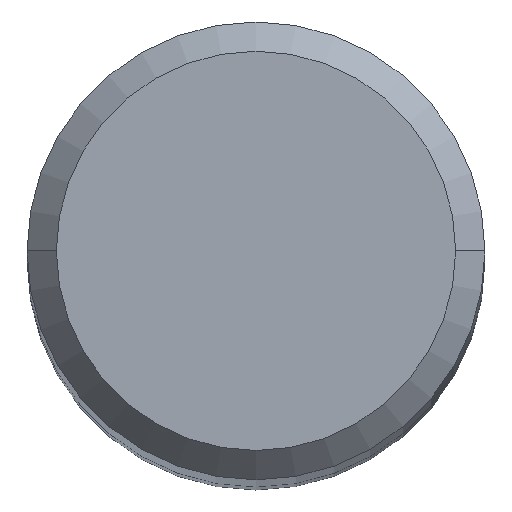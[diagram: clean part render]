
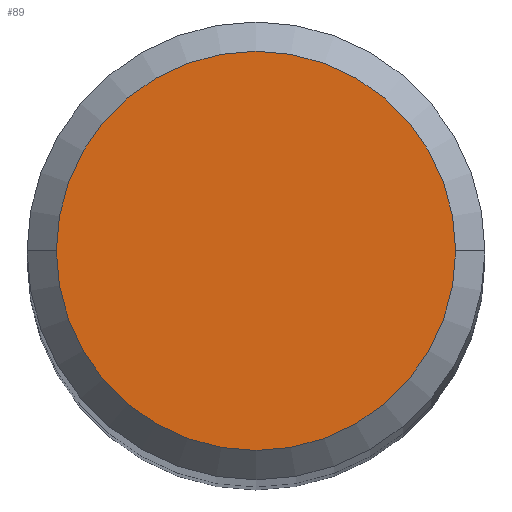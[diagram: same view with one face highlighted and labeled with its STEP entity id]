
A CAD part, top view. The second image highlights one B-rep face of the part: STEP entity #89.
In plain terms, the highlighted planar face has unit normal (0, 0, 1).
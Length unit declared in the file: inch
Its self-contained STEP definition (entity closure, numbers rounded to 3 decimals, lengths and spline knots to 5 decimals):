
#13 = CARTESIAN_POINT ( 'NONE',  ( 0.13625, 0., 0. ) ) ;
#19 = EDGE_CURVE ( 'NONE', #33, #153, #358, .T. ) ;
#33 = VERTEX_POINT ( 'NONE', #376 ) ;
#53 = EDGE_LOOP ( 'NONE', ( #323, #375 ) ) ;
#89 = ADVANCED_FACE ( 'NONE', ( #442 ), #282, .F. ) ;
#90 = AXIS2_PLACEMENT_3D ( 'NONE', #415, #108, #242 ) ;
#103 = DIRECTION ( 'NONE',  ( 0., 0., -1. ) ) ;
#108 = DIRECTION ( 'NONE',  ( 0., 0., 1. ) ) ;
#148 = CARTESIAN_POINT ( 'NONE',  ( 0., 0., 0. ) ) ;
#153 = VERTEX_POINT ( 'NONE', #13 ) ;
#156 = EDGE_CURVE ( 'NONE', #153, #33, #374, .T. ) ;
#185 = AXIS2_PLACEMENT_3D ( 'NONE', #148, #422, #387 ) ;
#201 = AXIS2_PLACEMENT_3D ( 'NONE', #277, #103, #203 ) ;
#203 = DIRECTION ( 'NONE',  ( -1., 0., 0. ) ) ;
#242 = DIRECTION ( 'NONE',  ( 1., 0., 0. ) ) ;
#277 = CARTESIAN_POINT ( 'NONE',  ( 0., 0.13625, 0. ) ) ;
#282 = PLANE ( 'NONE',  #201 ) ;
#323 = ORIENTED_EDGE ( 'NONE', *, *, #19, .T. ) ;
#358 = CIRCLE ( 'NONE', #90, 0.13625 ) ;
#374 = CIRCLE ( 'NONE', #185, 0.13625 ) ;
#375 = ORIENTED_EDGE ( 'NONE', *, *, #156, .T. ) ;
#376 = CARTESIAN_POINT ( 'NONE',  ( -0.13625, 0., 0. ) ) ;
#387 = DIRECTION ( 'NONE',  ( 1., 0., 0. ) ) ;
#415 = CARTESIAN_POINT ( 'NONE',  ( 0., 0., 0. ) ) ;
#422 = DIRECTION ( 'NONE',  ( 0., 0., 1. ) ) ;
#442 = FACE_OUTER_BOUND ( 'NONE', #53, .T. ) ;
